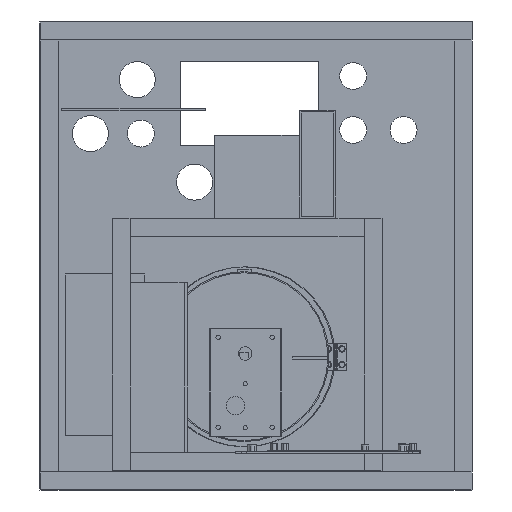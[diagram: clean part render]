
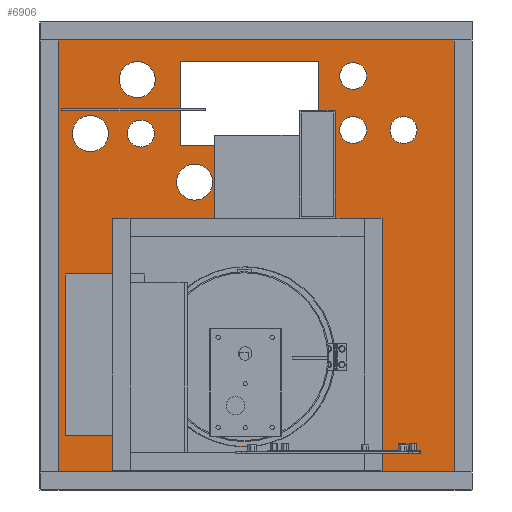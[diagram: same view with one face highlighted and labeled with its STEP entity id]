
A CAD part, left-side view. The second image highlights one B-rep face of the part: STEP entity #6906.
In plain terms, the highlighted planar face has unit normal (-1, 0, 0).
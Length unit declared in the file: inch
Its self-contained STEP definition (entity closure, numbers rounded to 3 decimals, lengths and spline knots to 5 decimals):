
#215=FACE_BOUND('',#1467,.T.);
#216=FACE_BOUND('',#1468,.T.);
#217=FACE_BOUND('',#1469,.T.);
#218=FACE_BOUND('',#1470,.T.);
#219=FACE_BOUND('',#1471,.T.);
#220=FACE_BOUND('',#1472,.T.);
#221=FACE_BOUND('',#1473,.T.);
#222=FACE_BOUND('',#1474,.T.);
#223=FACE_BOUND('',#1475,.T.);
#224=FACE_BOUND('',#1476,.T.);
#362=CIRCLE('',#7797,2.45);
#364=CIRCLE('',#7800,0.375);
#366=CIRCLE('',#7803,0.375);
#368=CIRCLE('',#7806,0.5);
#370=CIRCLE('',#7813,0.5);
#372=CIRCLE('',#7816,0.375);
#374=CIRCLE('',#7819,0.5);
#376=CIRCLE('',#7822,0.5);
#378=CIRCLE('',#7825,0.375);
#994=FACE_OUTER_BOUND('',#1466,.T.);
#1466=EDGE_LOOP('',(#5748,#5749,#5750,#5751));
#1467=EDGE_LOOP('',(#5752));
#1468=EDGE_LOOP('',(#5753));
#1469=EDGE_LOOP('',(#5754));
#1470=EDGE_LOOP('',(#5755));
#1471=EDGE_LOOP('',(#5756));
#1472=EDGE_LOOP('',(#5757));
#1473=EDGE_LOOP('',(#5758,#5759,#5760,#5761));
#1474=EDGE_LOOP('',(#5762));
#1475=EDGE_LOOP('',(#5763));
#1476=EDGE_LOOP('',(#5764));
#2166=LINE('',#11344,#2872);
#2170=LINE('',#11352,#2876);
#2173=LINE('',#11358,#2879);
#2176=LINE('',#11363,#2882);
#2183=LINE('',#11398,#2889);
#2187=LINE('',#11406,#2893);
#2190=LINE('',#11412,#2896);
#2193=LINE('',#11417,#2899);
#2872=VECTOR('',#9352,0.3937);
#2876=VECTOR('',#9358,0.3937);
#2879=VECTOR('',#9363,0.3937);
#2882=VECTOR('',#9368,0.3937);
#2889=VECTOR('',#9407,0.3937);
#2893=VECTOR('',#9413,0.3937);
#2896=VECTOR('',#9418,0.3937);
#2899=VECTOR('',#9423,0.3937);
#3458=VERTEX_POINT('',#11320);
#3460=VERTEX_POINT('',#11326);
#3462=VERTEX_POINT('',#11332);
#3464=VERTEX_POINT('',#11338);
#3465=VERTEX_POINT('',#11342);
#3466=VERTEX_POINT('',#11343);
#3469=VERTEX_POINT('',#11351);
#3471=VERTEX_POINT('',#11357);
#3474=VERTEX_POINT('',#11368);
#3476=VERTEX_POINT('',#11374);
#3478=VERTEX_POINT('',#11380);
#3480=VERTEX_POINT('',#11386);
#3482=VERTEX_POINT('',#11392);
#3483=VERTEX_POINT('',#11396);
#3484=VERTEX_POINT('',#11397);
#3487=VERTEX_POINT('',#11405);
#3489=VERTEX_POINT('',#11411);
#4230=EDGE_CURVE('',#3458,#3458,#362,.T.);
#4233=EDGE_CURVE('',#3460,#3460,#364,.T.);
#4236=EDGE_CURVE('',#3462,#3462,#366,.T.);
#4239=EDGE_CURVE('',#3464,#3464,#368,.T.);
#4240=EDGE_CURVE('',#3465,#3466,#2166,.T.);
#4244=EDGE_CURVE('',#3469,#3465,#2170,.T.);
#4247=EDGE_CURVE('',#3471,#3469,#2173,.T.);
#4250=EDGE_CURVE('',#3466,#3471,#2176,.T.);
#4254=EDGE_CURVE('',#3474,#3474,#370,.T.);
#4257=EDGE_CURVE('',#3476,#3476,#372,.T.);
#4260=EDGE_CURVE('',#3478,#3478,#374,.T.);
#4263=EDGE_CURVE('',#3480,#3480,#376,.T.);
#4266=EDGE_CURVE('',#3482,#3482,#378,.T.);
#4267=EDGE_CURVE('',#3483,#3484,#2183,.T.);
#4271=EDGE_CURVE('',#3487,#3483,#2187,.T.);
#4274=EDGE_CURVE('',#3489,#3487,#2190,.T.);
#4277=EDGE_CURVE('',#3484,#3489,#2193,.T.);
#5748=ORIENTED_EDGE('',*,*,#4277,.F.);
#5749=ORIENTED_EDGE('',*,*,#4267,.F.);
#5750=ORIENTED_EDGE('',*,*,#4271,.F.);
#5751=ORIENTED_EDGE('',*,*,#4274,.F.);
#5752=ORIENTED_EDGE('',*,*,#4230,.T.);
#5753=ORIENTED_EDGE('',*,*,#4266,.F.);
#5754=ORIENTED_EDGE('',*,*,#4263,.F.);
#5755=ORIENTED_EDGE('',*,*,#4260,.F.);
#5756=ORIENTED_EDGE('',*,*,#4257,.F.);
#5757=ORIENTED_EDGE('',*,*,#4254,.F.);
#5758=ORIENTED_EDGE('',*,*,#4250,.F.);
#5759=ORIENTED_EDGE('',*,*,#4240,.F.);
#5760=ORIENTED_EDGE('',*,*,#4244,.F.);
#5761=ORIENTED_EDGE('',*,*,#4247,.F.);
#5762=ORIENTED_EDGE('',*,*,#4239,.F.);
#5763=ORIENTED_EDGE('',*,*,#4236,.F.);
#5764=ORIENTED_EDGE('',*,*,#4233,.F.);
#6537=PLANE('',#7831);
#6906=ADVANCED_FACE('',(#994,#215,#216,#217,#218,#219,#220,#221,#222,#223,
#224),#6537,.F.);
#7797=AXIS2_PLACEMENT_3D('',#11322,#9327,#9328);
#7800=AXIS2_PLACEMENT_3D('',#11328,#9334,#9335);
#7803=AXIS2_PLACEMENT_3D('',#11334,#9341,#9342);
#7806=AXIS2_PLACEMENT_3D('',#11340,#9348,#9349);
#7813=AXIS2_PLACEMENT_3D('',#11370,#9375,#9376);
#7816=AXIS2_PLACEMENT_3D('',#11376,#9382,#9383);
#7819=AXIS2_PLACEMENT_3D('',#11382,#9389,#9390);
#7822=AXIS2_PLACEMENT_3D('',#11388,#9396,#9397);
#7825=AXIS2_PLACEMENT_3D('',#11394,#9403,#9404);
#7831=AXIS2_PLACEMENT_3D('',#11420,#9427,#9428);
#9327=DIRECTION('center_axis',(1.,0.,0.));
#9328=DIRECTION('ref_axis',(0.,1.,0.));
#9334=DIRECTION('center_axis',(-1.,0.,0.));
#9335=DIRECTION('ref_axis',(0.,1.,0.));
#9341=DIRECTION('center_axis',(-1.,0.,0.));
#9342=DIRECTION('ref_axis',(0.,1.,0.));
#9348=DIRECTION('center_axis',(-1.,0.,0.));
#9349=DIRECTION('ref_axis',(0.,1.,0.));
#9352=DIRECTION('',(0.,0.,-1.));
#9358=DIRECTION('',(0.,1.,0.));
#9363=DIRECTION('',(0.,0.,1.));
#9368=DIRECTION('',(0.,-1.,0.));
#9375=DIRECTION('center_axis',(-1.,0.,0.));
#9376=DIRECTION('ref_axis',(0.,1.,0.));
#9382=DIRECTION('center_axis',(-1.,0.,0.));
#9383=DIRECTION('ref_axis',(0.,1.,0.));
#9389=DIRECTION('center_axis',(-1.,0.,0.));
#9390=DIRECTION('ref_axis',(0.,1.,0.));
#9396=DIRECTION('center_axis',(-1.,0.,0.));
#9397=DIRECTION('ref_axis',(0.,1.,0.));
#9403=DIRECTION('center_axis',(-1.,0.,0.));
#9404=DIRECTION('ref_axis',(0.,1.,0.));
#9407=DIRECTION('',(0.,0.,1.));
#9413=DIRECTION('',(0.,1.,0.));
#9418=DIRECTION('',(0.,0.,-1.));
#9423=DIRECTION('',(0.,-1.,0.));
#9427=DIRECTION('center_axis',(1.,0.,0.));
#9428=DIRECTION('ref_axis',(0.,1.,0.));
#11320=CARTESIAN_POINT('',(67.16,2.1,2.7));
#11322=CARTESIAN_POINT('Origin',(67.16,4.55,2.7));
#11326=CARTESIAN_POINT('',(67.16,7.025,8.9));
#11328=CARTESIAN_POINT('Origin',(67.16,7.4,8.9));
#11332=CARTESIAN_POINT('',(67.16,1.125,9.));
#11334=CARTESIAN_POINT('Origin',(67.16,1.5,9.));
#11338=CARTESIAN_POINT('',(67.16,2.25955,7.53859));
#11340=CARTESIAN_POINT('Origin',(67.16,2.75955,7.53859));
#11342=CARTESIAN_POINT('',(67.16,6.30859,10.91652));
#11343=CARTESIAN_POINT('',(67.16,6.30859,8.55652));
#11344=CARTESIAN_POINT('',(67.16,6.30859,10.91652));
#11351=CARTESIAN_POINT('',(67.16,2.45859,10.91652));
#11352=CARTESIAN_POINT('',(67.16,2.45859,10.91652));
#11357=CARTESIAN_POINT('',(67.16,2.45859,8.55652));
#11358=CARTESIAN_POINT('',(67.16,2.45859,8.55652));
#11363=CARTESIAN_POINT('',(67.16,6.30859,8.55652));
#11368=CARTESIAN_POINT('',(67.16,8.3,8.9));
#11370=CARTESIAN_POINT('Origin',(67.16,8.8,8.9));
#11374=CARTESIAN_POINT('',(67.16,-0.275,9.));
#11376=CARTESIAN_POINT('Origin',(67.16,0.1,9.));
#11380=CARTESIAN_POINT('',(67.16,7.,10.4));
#11382=CARTESIAN_POINT('Origin',(67.16,7.5,10.4));
#11386=CARTESIAN_POINT('',(67.16,5.40476,7.55251));
#11388=CARTESIAN_POINT('Origin',(67.16,5.90476,7.55251));
#11392=CARTESIAN_POINT('',(67.16,1.125,10.5));
#11394=CARTESIAN_POINT('Origin',(67.16,1.5,10.5));
#11396=CARTESIAN_POINT('',(67.16,10.2,-0.5));
#11397=CARTESIAN_POINT('',(67.16,10.2,12.));
#11398=CARTESIAN_POINT('',(67.16,10.2,-0.5));
#11405=CARTESIAN_POINT('',(67.16,-1.8,-0.5));
#11406=CARTESIAN_POINT('',(67.16,-1.8,-0.5));
#11411=CARTESIAN_POINT('',(67.16,-1.8,12.));
#11412=CARTESIAN_POINT('',(67.16,-1.8,12.));
#11417=CARTESIAN_POINT('',(67.16,10.2,12.));
#11420=CARTESIAN_POINT('Origin',(67.16,4.2,5.75));
